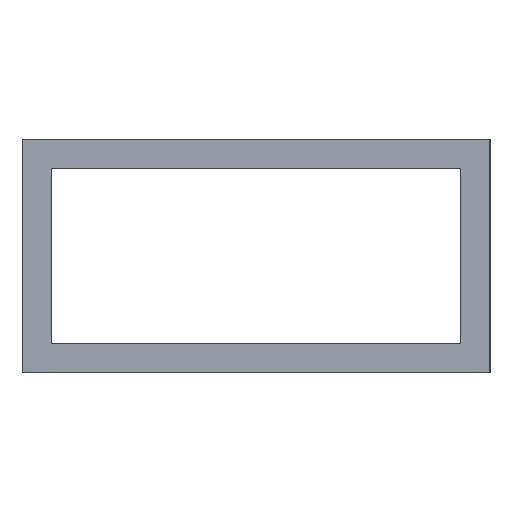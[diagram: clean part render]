
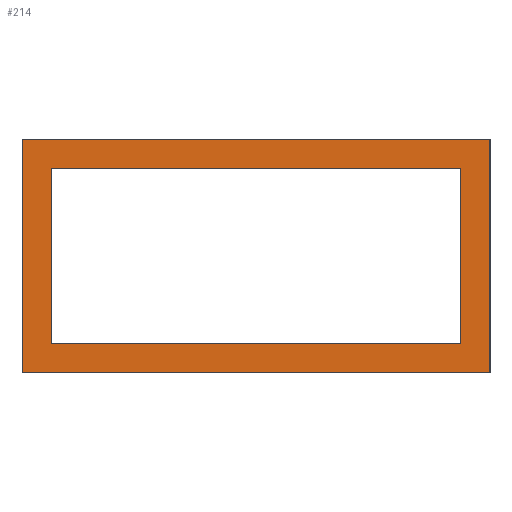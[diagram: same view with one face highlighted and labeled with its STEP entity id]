
A CAD part, left-side view. The second image highlights one B-rep face of the part: STEP entity #214.
In plain terms, the highlighted planar face has unit normal (-1, 0, 0).
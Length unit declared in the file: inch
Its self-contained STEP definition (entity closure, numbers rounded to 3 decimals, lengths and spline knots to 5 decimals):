
#4 = VERTEX_POINT ( 'NONE', #167 ) ;
#7 = LINE ( 'NONE', #229, #242 ) ;
#8 = VECTOR ( 'NONE', #299, 39.37008 ) ;
#11 = DIRECTION ( 'NONE',  ( 0., 0., -1. ) ) ;
#19 = CARTESIAN_POINT ( 'NONE',  ( -23.5, 0.875, 0.375 ) ) ;
#26 = CARTESIAN_POINT ( 'NONE',  ( -23.5, 0.875, -0.375 ) ) ;
#42 = CARTESIAN_POINT ( 'NONE',  ( -23.5, 1., 0.5 ) ) ;
#46 = VECTOR ( 'NONE', #76, 39.37008 ) ;
#50 = ORIENTED_EDGE ( 'NONE', *, *, #324, .T. ) ;
#57 = DIRECTION ( 'NONE',  ( 1., 0., 0. ) ) ;
#64 = DIRECTION ( 'NONE',  ( 0., 1., 0. ) ) ;
#73 = LINE ( 'NONE', #203, #46 ) ;
#74 = ORIENTED_EDGE ( 'NONE', *, *, #100, .T. ) ;
#76 = DIRECTION ( 'NONE',  ( 0., 0., 1. ) ) ;
#79 = VERTEX_POINT ( 'NONE', #26 ) ;
#82 = EDGE_CURVE ( 'NONE', #141, #156, #193, .T. ) ;
#90 = PLANE ( 'NONE',  #260 ) ;
#91 = DIRECTION ( 'NONE',  ( 0., -1., 0. ) ) ;
#93 = CARTESIAN_POINT ( 'NONE',  ( -23.5, -1., -0.5 ) ) ;
#94 = CARTESIAN_POINT ( 'NONE',  ( -23.5, -1., 0.5 ) ) ;
#97 = DIRECTION ( 'NONE',  ( 0., 1., 0. ) ) ;
#98 = CARTESIAN_POINT ( 'NONE',  ( -23.5, -0.875, 0. ) ) ;
#99 = VECTOR ( 'NONE', #91, 39.37008 ) ;
#100 = EDGE_CURVE ( 'NONE', #211, #208, #121, .T. ) ;
#101 = CARTESIAN_POINT ( 'NONE',  ( -23.5, 1., 0.5 ) ) ;
#121 = LINE ( 'NONE', #168, #99 ) ;
#122 = LINE ( 'NONE', #272, #159 ) ;
#131 = FACE_OUTER_BOUND ( 'NONE', #161, .T. ) ;
#136 = ORIENTED_EDGE ( 'NONE', *, *, #82, .F. ) ;
#141 = VERTEX_POINT ( 'NONE', #146 ) ;
#146 = CARTESIAN_POINT ( 'NONE',  ( -23.5, -1., -0.5 ) ) ;
#151 = LINE ( 'NONE', #98, #8 ) ;
#154 = EDGE_CURVE ( 'NONE', #79, #211, #73, .T. ) ;
#156 = VERTEX_POINT ( 'NONE', #176 ) ;
#158 = ORIENTED_EDGE ( 'NONE', *, *, #336, .F. ) ;
#159 = VECTOR ( 'NONE', #64, 39.37008 ) ;
#161 = EDGE_LOOP ( 'NONE', ( #136, #258, #158, #230 ) ) ;
#167 = CARTESIAN_POINT ( 'NONE',  ( -23.5, -1., 0.5 ) ) ;
#168 = CARTESIAN_POINT ( 'NONE',  ( -23.5, 0., 0.375 ) ) ;
#172 = VECTOR ( 'NONE', #97, 39.37008 ) ;
#175 = LINE ( 'NONE', #42, #309 ) ;
#176 = CARTESIAN_POINT ( 'NONE',  ( -23.5, 1., -0.5 ) ) ;
#193 = LINE ( 'NONE', #93, #172 ) ;
#195 = CARTESIAN_POINT ( 'NONE',  ( -23.5, 0., 0. ) ) ;
#203 = CARTESIAN_POINT ( 'NONE',  ( -23.5, 0.875, 0. ) ) ;
#205 = DIRECTION ( 'NONE',  ( 0., 0., 1. ) ) ;
#206 = EDGE_LOOP ( 'NONE', ( #347, #286, #74, #50 ) ) ;
#208 = VERTEX_POINT ( 'NONE', #259 ) ;
#211 = VERTEX_POINT ( 'NONE', #19 ) ;
#214 = ADVANCED_FACE ( 'NONE', ( #131, #323 ), #90, .F. ) ;
#229 = CARTESIAN_POINT ( 'NONE',  ( -23.5, -1., 0.5 ) ) ;
#230 = ORIENTED_EDGE ( 'NONE', *, *, #295, .F. ) ;
#237 = EDGE_CURVE ( 'NONE', #4, #141, #252, .T. ) ;
#242 = VECTOR ( 'NONE', #301, 39.37008 ) ;
#247 = VECTOR ( 'NONE', #11, 39.37008 ) ;
#252 = LINE ( 'NONE', #94, #247 ) ;
#258 = ORIENTED_EDGE ( 'NONE', *, *, #237, .F. ) ;
#259 = CARTESIAN_POINT ( 'NONE',  ( -23.5, -0.875, 0.375 ) ) ;
#260 = AXIS2_PLACEMENT_3D ( 'NONE', #195, #57, #268 ) ;
#268 = DIRECTION ( 'NONE',  ( 0., 0., -1. ) ) ;
#272 = CARTESIAN_POINT ( 'NONE',  ( -23.5, 0., -0.375 ) ) ;
#277 = EDGE_CURVE ( 'NONE', #343, #79, #122, .T. ) ;
#284 = VERTEX_POINT ( 'NONE', #101 ) ;
#286 = ORIENTED_EDGE ( 'NONE', *, *, #154, .T. ) ;
#295 = EDGE_CURVE ( 'NONE', #156, #284, #175, .T. ) ;
#299 = DIRECTION ( 'NONE',  ( 0., 0., -1. ) ) ;
#301 = DIRECTION ( 'NONE',  ( 0., -1., 0. ) ) ;
#306 = CARTESIAN_POINT ( 'NONE',  ( -23.5, -0.875, -0.375 ) ) ;
#309 = VECTOR ( 'NONE', #205, 39.37008 ) ;
#323 = FACE_BOUND ( 'NONE', #206, .T. ) ;
#324 = EDGE_CURVE ( 'NONE', #208, #343, #151, .T. ) ;
#336 = EDGE_CURVE ( 'NONE', #284, #4, #7, .T. ) ;
#343 = VERTEX_POINT ( 'NONE', #306 ) ;
#347 = ORIENTED_EDGE ( 'NONE', *, *, #277, .T. ) ;
